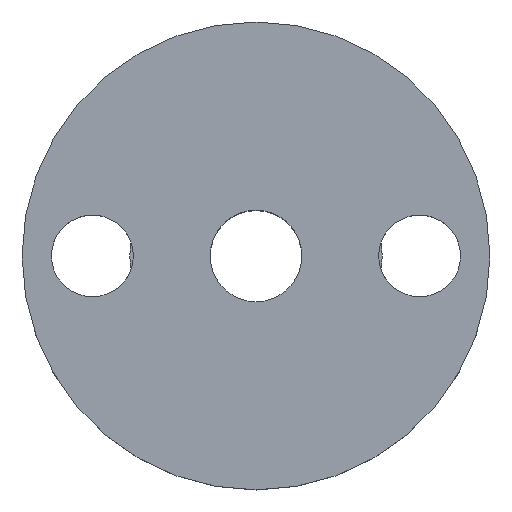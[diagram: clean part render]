
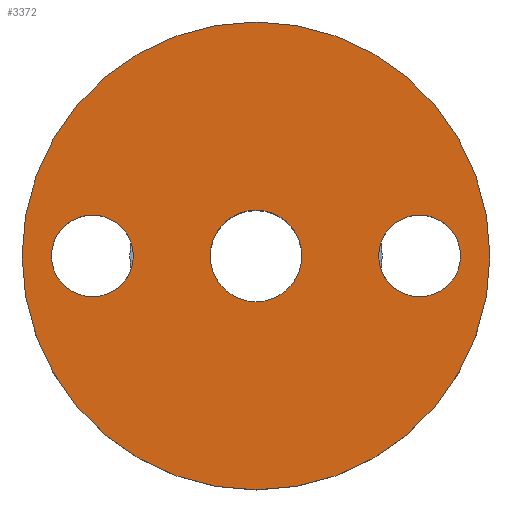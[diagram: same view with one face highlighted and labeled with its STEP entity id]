
A CAD part, top view. The second image highlights one B-rep face of the part: STEP entity #3372.
In plain terms, the highlighted planar face has unit normal (0, 0, 1).
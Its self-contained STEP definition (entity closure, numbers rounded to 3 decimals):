
#127 = ORIENTED_EDGE ( 'NONE', *, *, #4048, .T. ) ;
#131 = PLANE ( 'NONE',  #5608 ) ;
#146 = DIRECTION ( 'NONE',  ( 0., 0., -1. ) ) ;
#177 = CARTESIAN_POINT ( 'NONE',  ( -10., 0., 10.276 ) ) ;
#360 = VERTEX_POINT ( 'NONE', #676 ) ;
#446 = DIRECTION ( 'NONE',  ( -1., 0., 0. ) ) ;
#469 = CARTESIAN_POINT ( 'NONE',  ( -10., 0., 10.276 ) ) ;
#486 = ORIENTED_EDGE ( 'NONE', *, *, #2919, .T. ) ;
#559 = CIRCLE ( 'NONE', #2481, 2.8 ) ;
#612 = VERTEX_POINT ( 'NONE', #5095 ) ;
#645 = CARTESIAN_POINT ( 'NONE',  ( 0., 0., 10.276 ) ) ;
#670 = CARTESIAN_POINT ( 'NONE',  ( 12.5, 0., 10.276 ) ) ;
#676 = CARTESIAN_POINT ( 'NONE',  ( 2.8, 0., 10.276 ) ) ;
#824 = EDGE_CURVE ( 'NONE', #3417, #360, #559, .T. ) ;
#877 = EDGE_LOOP ( 'NONE', ( #2613, #1536 ) ) ;
#898 = FACE_BOUND ( 'NONE', #5641, .T. ) ;
#1048 = DIRECTION ( 'NONE',  ( -1., 0., 0. ) ) ;
#1207 = CIRCLE ( 'NONE', #2767, 14.3 ) ;
#1223 = VERTEX_POINT ( 'NONE', #670 ) ;
#1320 = DIRECTION ( 'NONE',  ( 0., 0., 1. ) ) ;
#1386 = VERTEX_POINT ( 'NONE', #1616 ) ;
#1426 = DIRECTION ( 'NONE',  ( -1., 0., 0. ) ) ;
#1433 = DIRECTION ( 'NONE',  ( -1., 0., 0. ) ) ;
#1536 = ORIENTED_EDGE ( 'NONE', *, *, #5373, .F. ) ;
#1616 = CARTESIAN_POINT ( 'NONE',  ( -14.3, 0., 10.276 ) ) ;
#1621 = VERTEX_POINT ( 'NONE', #2876 ) ;
#1654 = DIRECTION ( 'NONE',  ( 0., 0., -1. ) ) ;
#1773 = FACE_OUTER_BOUND ( 'NONE', #877, .T. ) ;
#1799 = FACE_BOUND ( 'NONE', #3558, .T. ) ;
#1854 = CARTESIAN_POINT ( 'NONE',  ( 0., 0., 10.276 ) ) ;
#1901 = DIRECTION ( 'NONE',  ( 0., 0., -1. ) ) ;
#2117 = EDGE_CURVE ( 'NONE', #1621, #1223, #3950, .T. ) ;
#2122 = CIRCLE ( 'NONE', #5329, 2.8 ) ;
#2141 = ORIENTED_EDGE ( 'NONE', *, *, #2117, .T. ) ;
#2335 = DIRECTION ( 'NONE',  ( 0., 0., -1. ) ) ;
#2387 = DIRECTION ( 'NONE',  ( 0., 0., -1. ) ) ;
#2428 = VERTEX_POINT ( 'NONE', #2780 ) ;
#2472 = DIRECTION ( 'NONE',  ( -1., 0., 0. ) ) ;
#2481 = AXIS2_PLACEMENT_3D ( 'NONE', #4791, #1654, #2493 ) ;
#2493 = DIRECTION ( 'NONE',  ( -1., 0., 0. ) ) ;
#2501 = EDGE_LOOP ( 'NONE', ( #486, #2141 ) ) ;
#2504 = CARTESIAN_POINT ( 'NONE',  ( 10., 0., 10.276 ) ) ;
#2586 = CIRCLE ( 'NONE', #4050, 14.3 ) ;
#2613 = ORIENTED_EDGE ( 'NONE', *, *, #4614, .F. ) ;
#2616 = CARTESIAN_POINT ( 'NONE',  ( -12.5, 0., 10.276 ) ) ;
#2767 = AXIS2_PLACEMENT_3D ( 'NONE', #645, #2387, #1433 ) ;
#2780 = CARTESIAN_POINT ( 'NONE',  ( 14.3, 0., 10.276 ) ) ;
#2876 = CARTESIAN_POINT ( 'NONE',  ( 7.5, 0., 10.276 ) ) ;
#2919 = EDGE_CURVE ( 'NONE', #1223, #1621, #4044, .T. ) ;
#3039 = DIRECTION ( 'NONE',  ( -1., 0., 0. ) ) ;
#3176 = DIRECTION ( 'NONE',  ( 0., 0., -1. ) ) ;
#3226 = DIRECTION ( 'NONE',  ( 0., 0., -1. ) ) ;
#3359 = VERTEX_POINT ( 'NONE', #2616 ) ;
#3372 = ADVANCED_FACE ( 'NONE', ( #5287, #1773, #1799, #898 ), #131, .T. ) ;
#3417 = VERTEX_POINT ( 'NONE', #4478 ) ;
#3549 = EDGE_CURVE ( 'NONE', #3359, #612, #4602, .T. ) ;
#3558 = EDGE_LOOP ( 'NONE', ( #127, #4866 ) ) ;
#3599 = DIRECTION ( 'NONE',  ( -1., 0., 0. ) ) ;
#3672 = AXIS2_PLACEMENT_3D ( 'NONE', #4341, #3226, #3039 ) ;
#3778 = AXIS2_PLACEMENT_3D ( 'NONE', #177, #1901, #4556 ) ;
#3950 = CIRCLE ( 'NONE', #4137, 2.5 ) ;
#4044 = CIRCLE ( 'NONE', #3672, 2.5 ) ;
#4048 = EDGE_CURVE ( 'NONE', #360, #3417, #2122, .T. ) ;
#4050 = AXIS2_PLACEMENT_3D ( 'NONE', #5441, #2335, #1048 ) ;
#4063 = CARTESIAN_POINT ( 'NONE',  ( 0., 0., 10.276 ) ) ;
#4107 = ORIENTED_EDGE ( 'NONE', *, *, #5073, .T. ) ;
#4137 = AXIS2_PLACEMENT_3D ( 'NONE', #2504, #4260, #2472 ) ;
#4260 = DIRECTION ( 'NONE',  ( 0., 0., -1. ) ) ;
#4286 = ORIENTED_EDGE ( 'NONE', *, *, #3549, .T. ) ;
#4341 = CARTESIAN_POINT ( 'NONE',  ( 10., 0., 10.276 ) ) ;
#4478 = CARTESIAN_POINT ( 'NONE',  ( -2.8, 0., 10.276 ) ) ;
#4556 = DIRECTION ( 'NONE',  ( -1., 0., 0. ) ) ;
#4602 = CIRCLE ( 'NONE', #4695, 2.5 ) ;
#4614 = EDGE_CURVE ( 'NONE', #2428, #1386, #2586, .T. ) ;
#4695 = AXIS2_PLACEMENT_3D ( 'NONE', #469, #3176, #1426 ) ;
#4700 = CIRCLE ( 'NONE', #3778, 2.5 ) ;
#4791 = CARTESIAN_POINT ( 'NONE',  ( 0., 0., 10.276 ) ) ;
#4866 = ORIENTED_EDGE ( 'NONE', *, *, #824, .T. ) ;
#5073 = EDGE_CURVE ( 'NONE', #612, #3359, #4700, .T. ) ;
#5095 = CARTESIAN_POINT ( 'NONE',  ( -7.5, 0., 10.276 ) ) ;
#5287 = FACE_BOUND ( 'NONE', #2501, .T. ) ;
#5329 = AXIS2_PLACEMENT_3D ( 'NONE', #4063, #146, #3599 ) ;
#5373 = EDGE_CURVE ( 'NONE', #1386, #2428, #1207, .T. ) ;
#5441 = CARTESIAN_POINT ( 'NONE',  ( 0., 0., 10.276 ) ) ;
#5608 = AXIS2_PLACEMENT_3D ( 'NONE', #1854, #1320, #446 ) ;
#5641 = EDGE_LOOP ( 'NONE', ( #4107, #4286 ) ) ;
